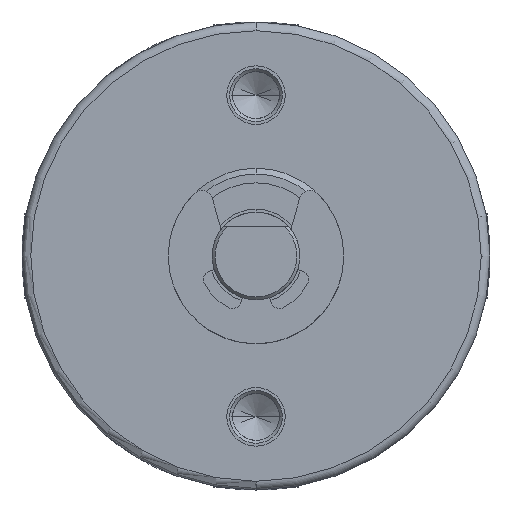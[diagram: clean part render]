
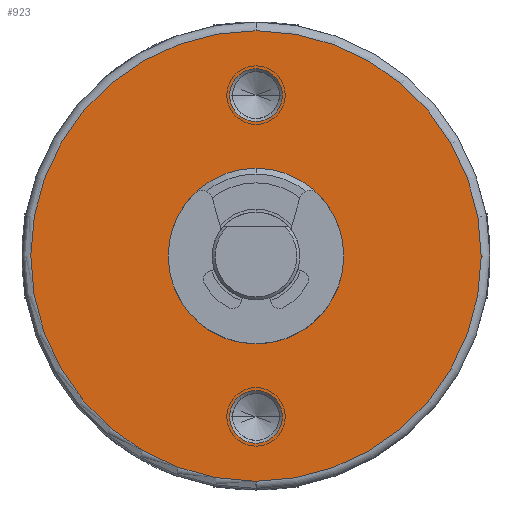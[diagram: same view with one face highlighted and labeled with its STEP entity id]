
A CAD part, left-side view. The second image highlights one B-rep face of the part: STEP entity #923.
In plain terms, the highlighted planar face has unit normal (-1, 0, 0).
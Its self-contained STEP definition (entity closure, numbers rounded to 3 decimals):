
#186=CARTESIAN_POINT('',(-2.,0.,0.));
#187=DIRECTION('',(-1.,0.,0.));
#188=DIRECTION('',(0.,0.006,-1.));
#189=AXIS2_PLACEMENT_3D('',#186,#187,#188);
#201=CARTESIAN_POINT('',(-2.,0.,0.));
#202=DIRECTION('',(1.,0.,0.));
#203=DIRECTION('',(0.,-0.006,1.));
#204=AXIS2_PLACEMENT_3D('',#201,#202,#203);
#206=CARTESIAN_POINT('',(-2.,0.,0.));
#207=DIRECTION('',(1.,0.,0.));
#208=DIRECTION('',(0.,0.006,-1.));
#209=AXIS2_PLACEMENT_3D('',#206,#207,#208);
#211=CARTESIAN_POINT('',(-2.,0.,5.5));
#212=DIRECTION('',(-1.,0.,0.));
#213=DIRECTION('',(0.,1.,0.));
#214=AXIS2_PLACEMENT_3D('',#211,#212,#213);
#216=CARTESIAN_POINT('',(-2.,0.,5.5));
#217=DIRECTION('',(-1.,0.,0.));
#218=DIRECTION('',(0.,0.,-1.));
#219=AXIS2_PLACEMENT_3D('',#216,#217,#218);
#221=CARTESIAN_POINT('',(-2.,0.,5.5));
#222=DIRECTION('',(-1.,0.,0.));
#223=DIRECTION('',(0.,-1.,0.));
#224=AXIS2_PLACEMENT_3D('',#221,#222,#223);
#226=CARTESIAN_POINT('',(-2.,0.,5.5));
#227=DIRECTION('',(-1.,0.,0.));
#228=DIRECTION('',(0.,0.,1.));
#229=AXIS2_PLACEMENT_3D('',#226,#227,#228);
#231=CARTESIAN_POINT('',(-2.,0.,-5.5));
#232=DIRECTION('',(-1.,0.,0.));
#233=DIRECTION('',(0.,1.,0.));
#234=AXIS2_PLACEMENT_3D('',#231,#232,#233);
#236=CARTESIAN_POINT('',(-2.,0.,-5.5));
#237=DIRECTION('',(-1.,0.,0.));
#238=DIRECTION('',(0.,0.,-1.));
#239=AXIS2_PLACEMENT_3D('',#236,#237,#238);
#241=CARTESIAN_POINT('',(-2.,0.,-5.5));
#242=DIRECTION('',(-1.,0.,0.));
#243=DIRECTION('',(0.,-1.,0.));
#244=AXIS2_PLACEMENT_3D('',#241,#242,#243);
#246=CARTESIAN_POINT('',(-2.,0.,-5.5));
#247=DIRECTION('',(-1.,0.,0.));
#248=DIRECTION('',(0.,0.,1.));
#249=AXIS2_PLACEMENT_3D('',#246,#247,#248);
#251=CARTESIAN_POINT('',(-2.,0.,0.));
#252=DIRECTION('',(-1.,0.,0.));
#253=DIRECTION('',(0.,0.,1.));
#254=AXIS2_PLACEMENT_3D('',#251,#252,#253);
#256=CARTESIAN_POINT('',(-2.,0.,0.));
#257=DIRECTION('',(-1.,0.,0.));
#258=DIRECTION('',(0.,0.,-1.));
#259=AXIS2_PLACEMENT_3D('',#256,#257,#258);
#261=CARTESIAN_POINT('',(-2.,0.,0.));
#262=DIRECTION('',(-1.,0.,0.));
#263=DIRECTION('',(0.,-0.006,1.));
#264=AXIS2_PLACEMENT_3D('',#261,#262,#263);
#637=CARTESIAN_POINT('',(-2.,0.049,-7.7));
#638=CARTESIAN_POINT('',(-2.,0.,7.7));
#639=VERTEX_POINT('',#637);
#640=VERTEX_POINT('',#638);
#641=CARTESIAN_POINT('',(-2.,0.,-7.7));
#642=VERTEX_POINT('',#641);
#643=CARTESIAN_POINT('',(-2.,-0.049,7.7));
#644=VERTEX_POINT('',#643);
#645=CARTESIAN_POINT('',(-2.,0.9,5.5));
#646=CARTESIAN_POINT('',(-2.,0.,4.6));
#647=VERTEX_POINT('',#645);
#648=VERTEX_POINT('',#646);
#649=CARTESIAN_POINT('',(-2.,-0.9,5.5));
#650=VERTEX_POINT('',#649);
#651=CARTESIAN_POINT('',(-2.,0.,6.4));
#652=VERTEX_POINT('',#651);
#653=CARTESIAN_POINT('',(-2.,0.9,-5.5));
#654=CARTESIAN_POINT('',(-2.,0.,-6.4));
#655=VERTEX_POINT('',#653);
#656=VERTEX_POINT('',#654);
#657=CARTESIAN_POINT('',(-2.,-0.9,-5.5));
#658=VERTEX_POINT('',#657);
#659=CARTESIAN_POINT('',(-2.,0.,-4.6));
#660=VERTEX_POINT('',#659);
#661=CARTESIAN_POINT('',(-2.,0.,2.6));
#662=CARTESIAN_POINT('',(-2.,0.,-2.6));
#663=VERTEX_POINT('',#661);
#664=VERTEX_POINT('',#662);
#884=CARTESIAN_POINT('',(-2.,0.,0.));
#885=DIRECTION('',(1.,0.,0.));
#886=DIRECTION('',(0.,0.,1.));
#887=AXIS2_PLACEMENT_3D('',#884,#885,#886);
#888=PLANE('',#887);
#890=ORIENTED_EDGE('',*,*,#889,.F.);
#892=ORIENTED_EDGE('',*,*,#891,.T.);
#893=ORIENTED_EDGE('',*,*,#874,.F.);
#894=ORIENTED_EDGE('',*,*,#872,.T.);
#895=EDGE_LOOP('',(#890,#892,#893,#894));
#896=FACE_OUTER_BOUND('',#895,.F.);
#898=ORIENTED_EDGE('',*,*,#897,.T.);
#900=ORIENTED_EDGE('',*,*,#899,.T.);
#902=ORIENTED_EDGE('',*,*,#901,.T.);
#904=ORIENTED_EDGE('',*,*,#903,.T.);
#905=EDGE_LOOP('',(#898,#900,#902,#904));
#906=FACE_BOUND('',#905,.F.);
#908=ORIENTED_EDGE('',*,*,#907,.T.);
#910=ORIENTED_EDGE('',*,*,#909,.T.);
#912=ORIENTED_EDGE('',*,*,#911,.T.);
#914=ORIENTED_EDGE('',*,*,#913,.T.);
#915=EDGE_LOOP('',(#908,#910,#912,#914));
#916=FACE_BOUND('',#915,.F.);
#918=ORIENTED_EDGE('',*,*,#917,.T.);
#920=ORIENTED_EDGE('',*,*,#919,.T.);
#921=EDGE_LOOP('',(#918,#920));
#922=FACE_BOUND('',#921,.F.);
#190=CIRCLE('',#189,7.7);
#205=CIRCLE('',#204,7.7);
#210=CIRCLE('',#209,7.7);
#215=CIRCLE('',#214,0.9);
#220=CIRCLE('',#219,0.9);
#225=CIRCLE('',#224,0.9);
#230=CIRCLE('',#229,0.9);
#235=CIRCLE('',#234,0.9);
#240=CIRCLE('',#239,0.9);
#245=CIRCLE('',#244,0.9);
#250=CIRCLE('',#249,0.9);
#255=CIRCLE('',#254,2.6);
#260=CIRCLE('',#259,2.6);
#265=CIRCLE('',#264,7.7);
#872=EDGE_CURVE('',#639,#640,#210,.T.);
#874=EDGE_CURVE('',#639,#642,#190,.T.);
#889=EDGE_CURVE('',#644,#640,#265,.T.);
#891=EDGE_CURVE('',#644,#642,#205,.T.);
#897=EDGE_CURVE('',#647,#648,#215,.T.);
#899=EDGE_CURVE('',#648,#650,#220,.T.);
#901=EDGE_CURVE('',#650,#652,#225,.T.);
#903=EDGE_CURVE('',#652,#647,#230,.T.);
#907=EDGE_CURVE('',#655,#656,#235,.T.);
#909=EDGE_CURVE('',#656,#658,#240,.T.);
#911=EDGE_CURVE('',#658,#660,#245,.T.);
#913=EDGE_CURVE('',#660,#655,#250,.T.);
#917=EDGE_CURVE('',#663,#664,#255,.T.);
#919=EDGE_CURVE('',#664,#663,#260,.T.);
#923=ADVANCED_FACE('',(#896,#906,#916,#922),#888,.F.);
